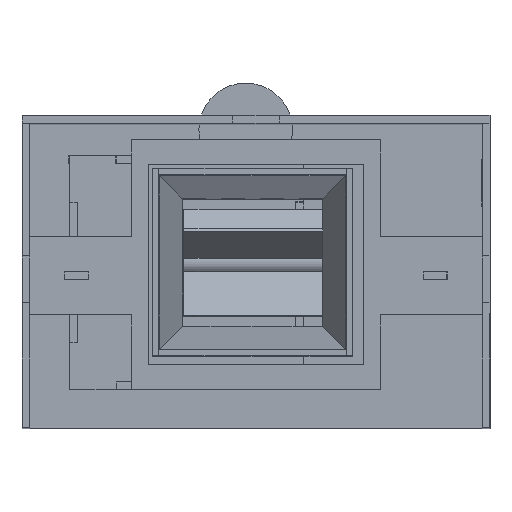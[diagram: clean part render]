
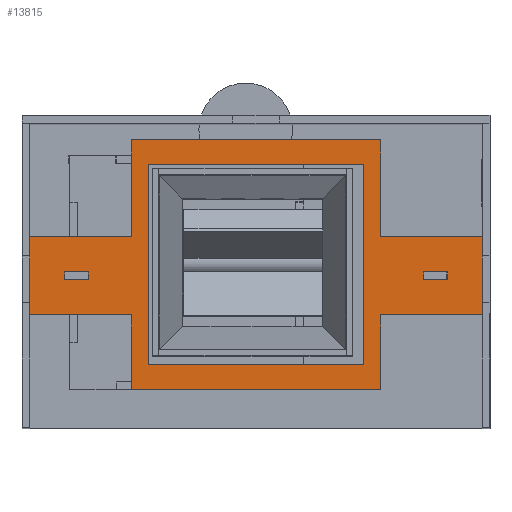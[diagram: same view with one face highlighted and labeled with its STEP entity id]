
A CAD part, top view. The second image highlights one B-rep face of the part: STEP entity #13815.
In plain terms, the highlighted planar face has unit normal (0, 0, 1).
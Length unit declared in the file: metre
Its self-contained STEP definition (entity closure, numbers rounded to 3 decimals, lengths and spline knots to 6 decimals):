
#602=ORIENTED_EDGE('',*,*,#4391,.F.);
#603=ORIENTED_EDGE('',*,*,#4395,.T.);
#604=ORIENTED_EDGE('',*,*,#4398,.T.);
#605=ORIENTED_EDGE('',*,*,#4404,.F.);
#606=ORIENTED_EDGE('',*,*,#4357,.T.);
#607=ORIENTED_EDGE('',*,*,#4361,.T.);
#608=ORIENTED_EDGE('',*,*,#4364,.F.);
#609=ORIENTED_EDGE('',*,*,#4367,.F.);
#610=ORIENTED_EDGE('',*,*,#4370,.T.);
#611=ORIENTED_EDGE('',*,*,#4373,.T.);
#612=ORIENTED_EDGE('',*,*,#4376,.F.);
#613=ORIENTED_EDGE('',*,*,#4379,.T.);
#614=ORIENTED_EDGE('',*,*,#4382,.T.);
#615=ORIENTED_EDGE('',*,*,#4385,.F.);
#616=ORIENTED_EDGE('',*,*,#4388,.F.);
#617=ORIENTED_EDGE('',*,*,#4402,.F.);
#618=ORIENTED_EDGE('',*,*,#4347,.F.);
#619=ORIENTED_EDGE('',*,*,#4351,.T.);
#620=ORIENTED_EDGE('',*,*,#4354,.T.);
#621=ORIENTED_EDGE('',*,*,#4400,.F.);
#622=ORIENTED_EDGE('',*,*,#4337,.F.);
#623=ORIENTED_EDGE('',*,*,#4341,.T.);
#624=ORIENTED_EDGE('',*,*,#4344,.T.);
#625=ORIENTED_EDGE('',*,*,#4406,.F.);
#4337=EDGE_CURVE('',#6279,#6280,#7636,.T.);
#4341=EDGE_CURVE('',#6279,#6282,#7640,.T.);
#4344=EDGE_CURVE('',#6282,#6284,#7643,.T.);
#4347=EDGE_CURVE('',#6287,#6288,#7646,.T.);
#4351=EDGE_CURVE('',#6287,#6290,#7650,.T.);
#4354=EDGE_CURVE('',#6290,#6292,#7653,.T.);
#4357=EDGE_CURVE('',#6296,#6295,#7656,.T.);
#4361=EDGE_CURVE('',#6295,#6298,#7660,.T.);
#4364=EDGE_CURVE('',#6300,#6298,#7663,.T.);
#4367=EDGE_CURVE('',#6302,#6300,#7666,.T.);
#4370=EDGE_CURVE('',#6302,#6304,#7669,.T.);
#4373=EDGE_CURVE('',#6304,#6306,#7672,.T.);
#4376=EDGE_CURVE('',#6308,#6306,#7675,.T.);
#4379=EDGE_CURVE('',#6308,#6310,#7678,.T.);
#4382=EDGE_CURVE('',#6310,#6312,#7681,.T.);
#4385=EDGE_CURVE('',#6314,#6312,#7684,.T.);
#4388=EDGE_CURVE('',#6316,#6314,#7687,.T.);
#4391=EDGE_CURVE('',#6319,#6320,#7690,.T.);
#4395=EDGE_CURVE('',#6319,#6322,#7694,.T.);
#4398=EDGE_CURVE('',#6322,#6324,#7697,.T.);
#4400=EDGE_CURVE('',#6288,#6292,#7699,.T.);
#4402=EDGE_CURVE('',#6296,#6316,#7701,.T.);
#4404=EDGE_CURVE('',#6320,#6324,#7703,.T.);
#4406=EDGE_CURVE('',#6280,#6284,#7705,.T.);
#6279=VERTEX_POINT('',#19316);
#6280=VERTEX_POINT('',#19318);
#6282=VERTEX_POINT('',#19324);
#6284=VERTEX_POINT('',#19330);
#6287=VERTEX_POINT('',#19337);
#6288=VERTEX_POINT('',#19339);
#6290=VERTEX_POINT('',#19345);
#6292=VERTEX_POINT('',#19351);
#6295=VERTEX_POINT('',#19358);
#6296=VERTEX_POINT('',#19360);
#6298=VERTEX_POINT('',#19366);
#6300=VERTEX_POINT('',#19372);
#6302=VERTEX_POINT('',#19378);
#6304=VERTEX_POINT('',#19384);
#6306=VERTEX_POINT('',#19390);
#6308=VERTEX_POINT('',#19396);
#6310=VERTEX_POINT('',#19402);
#6312=VERTEX_POINT('',#19408);
#6314=VERTEX_POINT('',#19414);
#6316=VERTEX_POINT('',#19420);
#6319=VERTEX_POINT('',#19427);
#6320=VERTEX_POINT('',#19429);
#6322=VERTEX_POINT('',#19435);
#6324=VERTEX_POINT('',#19441);
#7636=LINE('',#19317,#9617);
#7640=LINE('',#19325,#9621);
#7643=LINE('',#19331,#9624);
#7646=LINE('',#19338,#9627);
#7650=LINE('',#19346,#9631);
#7653=LINE('',#19352,#9634);
#7656=LINE('',#19359,#9637);
#7660=LINE('',#19367,#9641);
#7663=LINE('',#19373,#9644);
#7666=LINE('',#19379,#9647);
#7669=LINE('',#19385,#9650);
#7672=LINE('',#19391,#9653);
#7675=LINE('',#19397,#9656);
#7678=LINE('',#19403,#9659);
#7681=LINE('',#19409,#9662);
#7684=LINE('',#19415,#9665);
#7687=LINE('',#19421,#9668);
#7690=LINE('',#19428,#9671);
#7694=LINE('',#19436,#9675);
#7697=LINE('',#19442,#9678);
#7699=LINE('',#19445,#9680);
#7701=LINE('',#19448,#9682);
#7703=LINE('',#19451,#9684);
#7705=LINE('',#19454,#9686);
#9617=VECTOR('',#15733,1.);
#9621=VECTOR('',#15739,1.);
#9624=VECTOR('',#15744,1.);
#9627=VECTOR('',#15749,1.);
#9631=VECTOR('',#15755,1.);
#9634=VECTOR('',#15760,1.);
#9637=VECTOR('',#15765,1.);
#9641=VECTOR('',#15771,1.);
#9644=VECTOR('',#15776,1.);
#9647=VECTOR('',#15781,1.);
#9650=VECTOR('',#15786,1.);
#9653=VECTOR('',#15791,1.);
#9656=VECTOR('',#15796,1.);
#9659=VECTOR('',#15801,1.);
#9662=VECTOR('',#15806,1.);
#9665=VECTOR('',#15811,1.);
#9668=VECTOR('',#15816,1.);
#9671=VECTOR('',#15821,1.);
#9675=VECTOR('',#15827,1.);
#9678=VECTOR('',#15832,1.);
#9680=VECTOR('',#15836,1.);
#9682=VECTOR('',#15840,1.);
#9684=VECTOR('',#15844,1.);
#9686=VECTOR('',#15848,1.);
#11514=EDGE_LOOP('',(#602,#603,#604,#605));
#11515=EDGE_LOOP('',(#606,#607,#608,#609,#610,#611,#612,#613,#614,#615,
#616,#617));
#11516=EDGE_LOOP('',(#618,#619,#620,#621));
#11517=EDGE_LOOP('',(#622,#623,#624,#625));
#12301=FACE_BOUND('',#11514,.T.);
#12302=FACE_BOUND('',#11515,.T.);
#12303=FACE_BOUND('',#11516,.T.);
#12304=FACE_BOUND('',#11517,.T.);
#13088=PLANE('',#14748);
#13815=ADVANCED_FACE('',(#12301,#12302,#12303,#12304),#13088,.T.);
#14748=AXIS2_PLACEMENT_3D('',#19455,#15849,#15850);
#15733=DIRECTION('',(0.,1.,0.));
#15739=DIRECTION('',(-1.,0.,0.));
#15744=DIRECTION('',(0.,1.,0.));
#15749=DIRECTION('',(0.,1.,0.));
#15755=DIRECTION('',(-1.,0.,0.));
#15760=DIRECTION('',(0.,1.,0.));
#15765=DIRECTION('',(0.,1.,0.));
#15771=DIRECTION('',(1.,0.,0.));
#15776=DIRECTION('',(0.,-1.,0.));
#15781=DIRECTION('',(1.,0.,0.));
#15786=DIRECTION('',(0.,1.,0.));
#15791=DIRECTION('',(-1.,0.,0.));
#15796=DIRECTION('',(0.,1.,0.));
#15801=DIRECTION('',(-1.,0.,0.));
#15806=DIRECTION('',(0.,-1.,0.));
#15811=DIRECTION('',(-1.,0.,0.));
#15816=DIRECTION('',(0.,1.,0.));
#15821=DIRECTION('',(0.,1.,0.));
#15827=DIRECTION('',(-1.,0.,0.));
#15832=DIRECTION('',(0.,1.,0.));
#15836=DIRECTION('',(-1.,0.,0.));
#15840=DIRECTION('',(-1.,0.,0.));
#15844=DIRECTION('',(-1.,0.,0.));
#15848=DIRECTION('',(-1.,0.,0.));
#15849=DIRECTION('',(0.,0.,1.));
#15850=DIRECTION('',(1.,0.,0.));
#19316=CARTESIAN_POINT('',(0.1223,-0.009603,0.005));
#19317=CARTESIAN_POINT('',(0.1223,-0.007103,0.005));
#19318=CARTESIAN_POINT('',(0.1223,-0.004603,0.005));
#19324=CARTESIAN_POINT('',(0.1074,-0.009603,0.005));
#19325=CARTESIAN_POINT('',(0.11485,-0.009603,0.005));
#19330=CARTESIAN_POINT('',(0.1074,-0.004603,0.005));
#19331=CARTESIAN_POINT('',(0.1074,-0.007103,0.005));
#19337=CARTESIAN_POINT('',(-0.1076,-0.009603,0.005));
#19338=CARTESIAN_POINT('',(-0.1076,-0.007103,0.005));
#19339=CARTESIAN_POINT('',(-0.1076,-0.004603,0.005));
#19345=CARTESIAN_POINT('',(-0.1225,-0.009603,0.005));
#19346=CARTESIAN_POINT('',(-0.11505,-0.009603,0.005));
#19351=CARTESIAN_POINT('',(-0.1225,-0.004603,0.005));
#19352=CARTESIAN_POINT('',(-0.1225,-0.007103,0.005));
#19358=CARTESIAN_POINT('',(0.08,-0.032203,0.005));
#19359=CARTESIAN_POINT('',(0.08,-0.056101,0.005));
#19360=CARTESIAN_POINT('',(0.08,-0.08,0.005));
#19366=CARTESIAN_POINT('',(0.15,-0.032203,0.005));
#19367=CARTESIAN_POINT('',(0.115,-0.032203,0.005));
#19372=CARTESIAN_POINT('',(0.15,0.017897,0.005));
#19373=CARTESIAN_POINT('',(0.15,-0.007153,0.005));
#19378=CARTESIAN_POINT('',(0.08,0.017897,0.005));
#19379=CARTESIAN_POINT('',(0.115,0.017897,0.005));
#19384=CARTESIAN_POINT('',(0.08,0.08,0.005));
#19385=CARTESIAN_POINT('',(0.08,0.048949,0.005));
#19390=CARTESIAN_POINT('',(-0.08,0.08,0.005));
#19391=CARTESIAN_POINT('',(0.,0.08,0.005));
#19396=CARTESIAN_POINT('',(-0.08,0.017897,0.005));
#19397=CARTESIAN_POINT('',(-0.08,0.048949,0.005));
#19402=CARTESIAN_POINT('',(-0.15,0.017897,0.005));
#19403=CARTESIAN_POINT('',(-0.115,0.017897,0.005));
#19408=CARTESIAN_POINT('',(-0.15,-0.032203,0.005));
#19409=CARTESIAN_POINT('',(-0.15,-0.007153,0.005));
#19414=CARTESIAN_POINT('',(-0.08,-0.032203,0.005));
#19415=CARTESIAN_POINT('',(-0.115,-0.032203,0.005));
#19420=CARTESIAN_POINT('',(-0.08,-0.08,0.005));
#19421=CARTESIAN_POINT('',(-0.08,-0.056101,0.005));
#19427=CARTESIAN_POINT('',(0.069,-0.064,0.005));
#19428=CARTESIAN_POINT('',(0.069,0.,0.005));
#19429=CARTESIAN_POINT('',(0.069,0.064,0.005));
#19435=CARTESIAN_POINT('',(-0.069,-0.064,0.005));
#19436=CARTESIAN_POINT('',(0.,-0.064,0.005));
#19441=CARTESIAN_POINT('',(-0.069,0.064,0.005));
#19442=CARTESIAN_POINT('',(-0.069,0.,0.005));
#19445=CARTESIAN_POINT('',(-0.11505,-0.004603,0.005));
#19448=CARTESIAN_POINT('',(0.,-0.08,0.005));
#19451=CARTESIAN_POINT('',(0.,0.064,0.005));
#19454=CARTESIAN_POINT('',(0.11485,-0.004603,0.005));
#19455=CARTESIAN_POINT('',(0.,0.,0.005));
